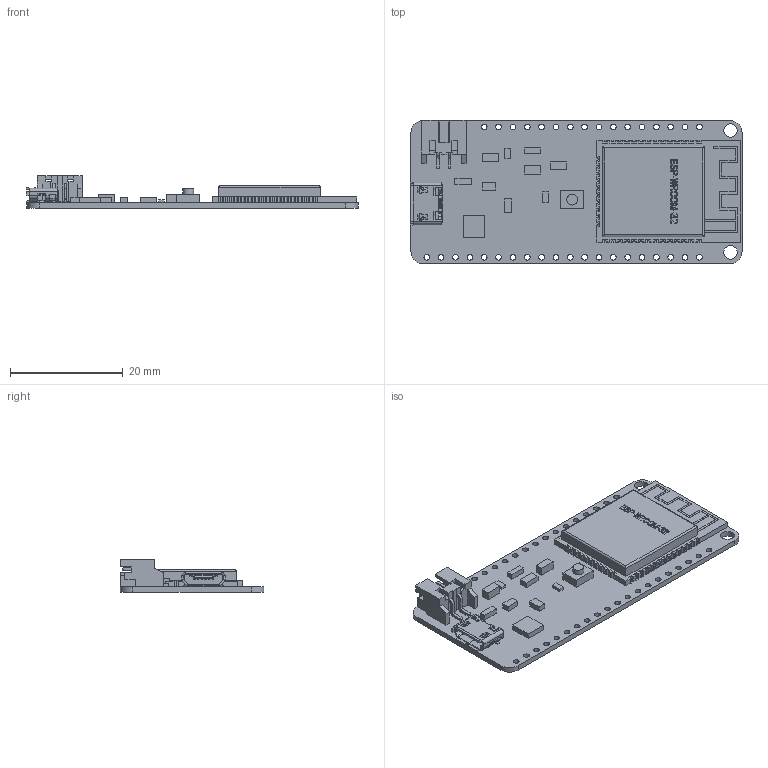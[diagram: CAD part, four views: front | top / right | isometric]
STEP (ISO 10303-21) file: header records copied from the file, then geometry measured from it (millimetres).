
FILE_DESCRIPTION(/* description */ ('','CAx-IF Rec.Pracs.---Representation and Presentation of Product Manufacturing Information (PMI)---4.0---2014-10-13'),/* implementation_level */ '2;1');
FILE_NAME(/* name */ 'Lolin32+V1.0.0 v2.step',/* time_stamp */ '2025-02-05T13:56:25+01:00',/* author */ (''),/* organization */ (''),/* preprocessor_version */ 'ST-DEVELOPER v20',/* originating_system */ 'Autodesk Translation Framework v13.20.0.188',/* authorisation */ '');
FILE_SCHEMA (('AP242_MANAGED_MODEL_BASED_3D_ENGINEERING_MIM_LF { 1 0 10303 442 1 1 4 }'));
Length unit declared in the file: millimetre
Products named in the file (5): Lolin32; ESP32-WROVER; Micro USB v2; shield; JST PH M2P SMD
Assembly tree (4 placements, depth 3):
  Lolin32
    ESP32-WROVER
    Micro USB v2
      shield
    JST PH M2P SMD
Bounding box: 58.77 x 25.42 x 5.8 mm (x, y, z)
Volume: 2696.5 mm3; surface area: 5149.9 mm2
Topology: 8 solids, 8 shells, 1704 faces, 4698 edges, 3014 vertices
Faces by surface type: plane 1436, cylinder 239, bspline 27, sphere 2
Full cylindrical faces by diameter (mm): 1 x36, 1.916 x1, 2.4 x2
Entity records: 54542 total; most frequent: CARTESIAN_POINT 10333, ORIENTED_EDGE 9392, DIRECTION 8517, EDGE_CURVE 4696, LINE 4171, VECTOR 4171, VERTEX_POINT 3014, AXIS2_PLACEMENT_3D 2173
